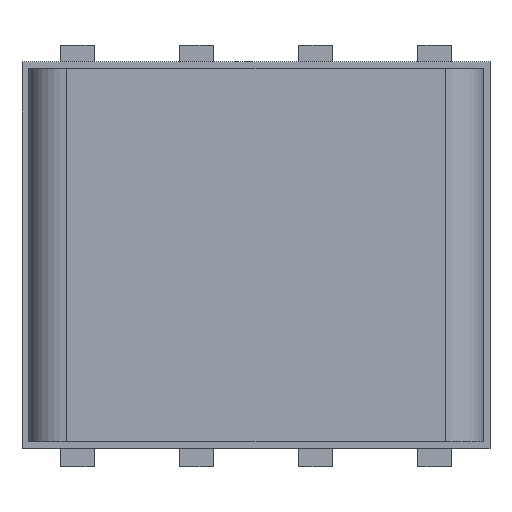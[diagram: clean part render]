
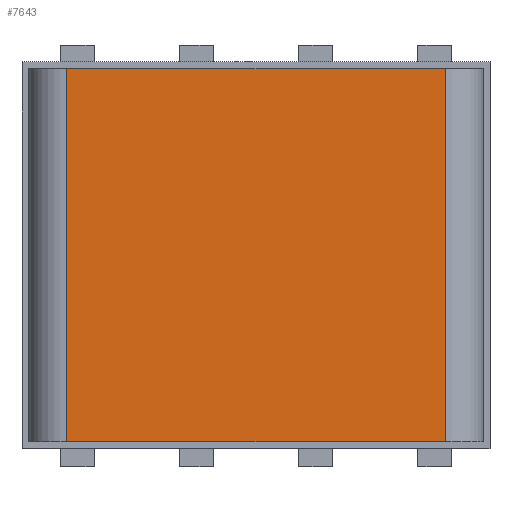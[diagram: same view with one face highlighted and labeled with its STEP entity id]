
A CAD part, top view. The second image highlights one B-rep face of the part: STEP entity #7643.
In plain terms, the highlighted face is planar.
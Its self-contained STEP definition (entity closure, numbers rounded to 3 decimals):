
#713=LINE('',#11452,#1234);
#732=LINE('',#11493,#1253);
#733=LINE('',#11495,#1254);
#734=LINE('',#11497,#1255);
#1234=VECTOR('',#9765,1000.);
#1253=VECTOR('',#9802,1000.);
#1254=VECTOR('',#9803,1000.);
#1255=VECTOR('',#9804,1000.);
#2810=ORIENTED_EDGE('',*,*,#3612,.T.);
#2811=ORIENTED_EDGE('',*,*,#3592,.T.);
#2812=ORIENTED_EDGE('',*,*,#3613,.T.);
#2813=ORIENTED_EDGE('',*,*,#3614,.T.);
#3592=EDGE_CURVE('',#4085,#4084,#713,.T.);
#3612=EDGE_CURVE('',#4098,#4085,#732,.T.);
#3613=EDGE_CURVE('',#4084,#4099,#733,.T.);
#3614=EDGE_CURVE('',#4099,#4098,#734,.T.);
#4084=VERTEX_POINT('',#11451);
#4085=VERTEX_POINT('',#11453);
#4098=VERTEX_POINT('',#11494);
#4099=VERTEX_POINT('',#11496);
#4649=EDGE_LOOP('',(#2810,#2811,#2812,#2813));
#4970=FACE_BOUND('',#4649,.T.);
#5130=PLANE('',#8196);
#7643=ADVANCED_FACE('',(#4970),#5130,.F.);
#8196=AXIS2_PLACEMENT_3D('',#11492,#9800,#9801);
#9765=DIRECTION('',(0.,0.,-1.));
#9800=DIRECTION('',(0.,-1.,0.));
#9801=DIRECTION('',(0.,0.,-1.));
#9802=DIRECTION('',(1.,0.,0.));
#9803=DIRECTION('',(-1.,0.,0.));
#9804=DIRECTION('',(0.,0.,1.));
#11451=CARTESIAN_POINT('',(-0.67,10.09,-8.85));
#11452=CARTESIAN_POINT('',(-0.67,10.09,-9.64));
#11453=CARTESIAN_POINT('',(-0.67,10.09,-0.93));
#11492=CARTESIAN_POINT('',(-4.57,10.09,-0.14));
#11493=CARTESIAN_POINT('',(-4.57,10.09,-0.93));
#11494=CARTESIAN_POINT('',(-8.47,10.09,-0.93));
#11495=CARTESIAN_POINT('',(-4.57,10.09,-8.85));
#11496=CARTESIAN_POINT('',(-8.47,10.09,-8.85));
#11497=CARTESIAN_POINT('',(-8.47,10.09,-0.14));
